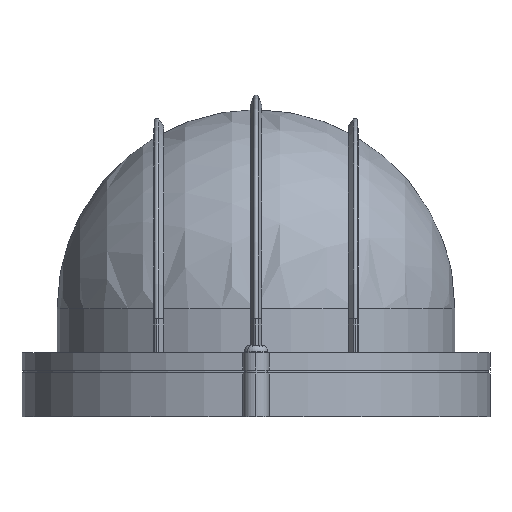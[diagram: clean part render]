
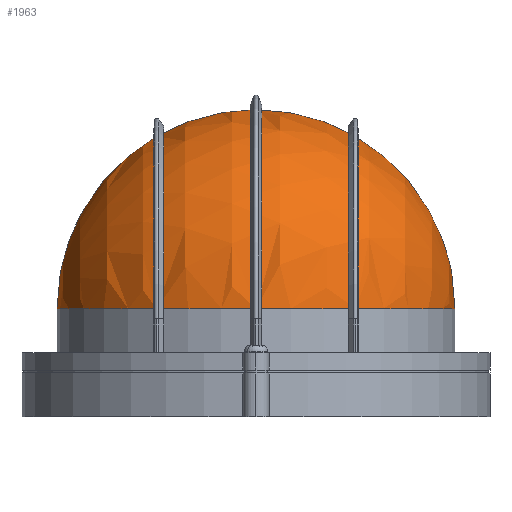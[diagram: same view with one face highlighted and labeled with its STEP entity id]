
A CAD part, left-side view. The second image highlights one B-rep face of the part: STEP entity #1963.
In plain terms, the highlighted spherical face has radius 68 mm.
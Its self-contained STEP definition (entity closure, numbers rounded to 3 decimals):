
#154 = DIRECTION ( 'NONE',  ( 0., 1., 0. ) ) ;
#529 = SPHERICAL_SURFACE ( 'NONE', #2547, 68. ) ;
#634 = CARTESIAN_POINT ( 'NONE',  ( -52.5, 0., 37. ) ) ;
#821 = CARTESIAN_POINT ( 'NONE',  ( -52.5, 0., 105. ) ) ;
#1106 = DIRECTION ( 'NONE',  ( 1., 0., 0. ) ) ;
#1121 = EDGE_CURVE ( 'NONE', #4688, #5691, #3181, .T. ) ;
#1647 = CIRCLE ( 'NONE', #1773, 68. ) ;
#1725 = FACE_OUTER_BOUND ( 'NONE', #2231, .T. ) ;
#1773 = AXIS2_PLACEMENT_3D ( 'NONE', #4570, #1882, #5036 ) ;
#1882 = DIRECTION ( 'NONE',  ( 1., 0., 0. ) ) ;
#1950 = ORIENTED_EDGE ( 'NONE', *, *, #5070, .F. ) ;
#1963 = ADVANCED_FACE ( 'NONE', ( #1725 ), #529, .T. ) ;
#2231 = EDGE_LOOP ( 'NONE', ( #2880, #1950, #3295 ) ) ;
#2547 = AXIS2_PLACEMENT_3D ( 'NONE', #5671, #4322, #3002 ) ;
#2794 = CARTESIAN_POINT ( 'NONE',  ( -52.5, -68., 37. ) ) ;
#2840 = DIRECTION ( 'NONE',  ( 1., 0., 0. ) ) ;
#2880 = ORIENTED_EDGE ( 'NONE', *, *, #3142, .F. ) ;
#3002 = DIRECTION ( 'NONE',  ( 1., 0., 0. ) ) ;
#3142 = EDGE_CURVE ( 'NONE', #4821, #4688, #1647, .T. ) ;
#3181 = CIRCLE ( 'NONE', #4699, 68. ) ;
#3240 = CIRCLE ( 'NONE', #5337, 68. ) ;
#3295 = ORIENTED_EDGE ( 'NONE', *, *, #1121, .F. ) ;
#3776 = DIRECTION ( 'NONE',  ( 0., 0., -1. ) ) ;
#4322 = DIRECTION ( 'NONE',  ( 0., 1., 0. ) ) ;
#4500 = CARTESIAN_POINT ( 'NONE',  ( -52.5, 68., 37. ) ) ;
#4570 = CARTESIAN_POINT ( 'NONE',  ( -52.5, 0., 37. ) ) ;
#4688 = VERTEX_POINT ( 'NONE', #821 ) ;
#4699 = AXIS2_PLACEMENT_3D ( 'NONE', #5504, #2840, #154 ) ;
#4821 = VERTEX_POINT ( 'NONE', #4500 ) ;
#5036 = DIRECTION ( 'NONE',  ( 0., 1., 0. ) ) ;
#5070 = EDGE_CURVE ( 'NONE', #5691, #4821, #3240, .T. ) ;
#5337 = AXIS2_PLACEMENT_3D ( 'NONE', #634, #3776, #1106 ) ;
#5504 = CARTESIAN_POINT ( 'NONE',  ( -52.5, 0., 37. ) ) ;
#5671 = CARTESIAN_POINT ( 'NONE',  ( -52.5, 0., 37. ) ) ;
#5691 = VERTEX_POINT ( 'NONE', #2794 ) ;
